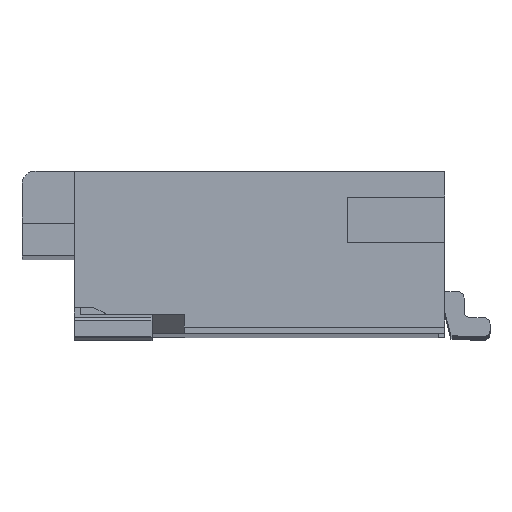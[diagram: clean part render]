
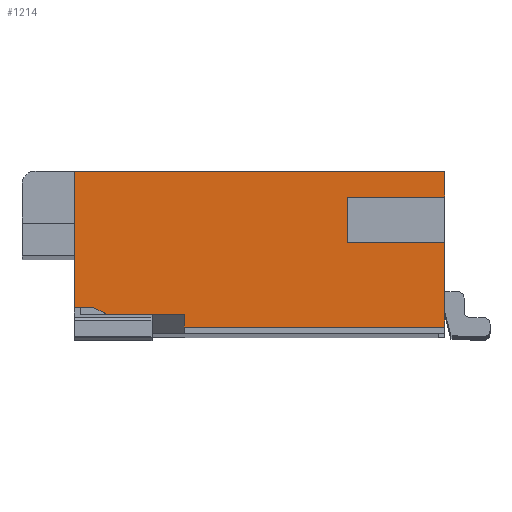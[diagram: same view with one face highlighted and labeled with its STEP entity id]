
A CAD part, top view. The second image highlights one B-rep face of the part: STEP entity #1214.
In plain terms, the highlighted planar face has unit normal (0, 0, 1).
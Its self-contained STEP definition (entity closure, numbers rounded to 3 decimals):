
#1214=ADVANCED_FACE('',(#4590),#4591,.T.);
#4590=FACE_OUTER_BOUND('',#8883,.T.);
#4591=PLANE('',#8884);
#8883=EDGE_LOOP('',(#21111,#21112,#21113,#21114,#21115,#21116,#21117,#21118,#21119,#21120,#21121,#21122));
#8884=AXIS2_PLACEMENT_3D('',#21123,#21124,#21125);
#21111=ORIENTED_EDGE('',*,*,#32594,.F.);
#21112=ORIENTED_EDGE('',*,*,#32820,.F.);
#21113=ORIENTED_EDGE('',*,*,#33380,.F.);
#21114=ORIENTED_EDGE('',*,*,#33370,.F.);
#21115=ORIENTED_EDGE('',*,*,#32591,.F.);
#21116=ORIENTED_EDGE('',*,*,#32770,.T.);
#21117=ORIENTED_EDGE('',*,*,#33031,.F.);
#21118=ORIENTED_EDGE('',*,*,#33387,.F.);
#21119=ORIENTED_EDGE('',*,*,#33388,.T.);
#21120=ORIENTED_EDGE('',*,*,#31886,.F.);
#21121=ORIENTED_EDGE('',*,*,#33389,.T.);
#21122=ORIENTED_EDGE('',*,*,#33390,.T.);
#21123=CARTESIAN_POINT('',(32.916,1.69,22.12));
#21124=DIRECTION('',(0.0,0.0,1.0));
#21125=DIRECTION('',(1.0,0.0,0.0));
#31886=EDGE_CURVE('',#39904,#39900,#39906,.T.);
#32591=EDGE_CURVE('',#41057,#41059,#41060,.T.);
#32594=EDGE_CURVE('',#41062,#41064,#41065,.T.);
#32770=EDGE_CURVE('',#41057,#41359,#41361,.T.);
#32820=EDGE_CURVE('',#41441,#41062,#41443,.T.);
#33031=EDGE_CURVE('',#41804,#41359,#41806,.T.);
#33370=EDGE_CURVE('',#41059,#42399,#42401,.T.);
#33380=EDGE_CURVE('',#42399,#41441,#42413,.T.);
#33387=EDGE_CURVE('',#42424,#41804,#42425,.T.);
#33388=EDGE_CURVE('',#42424,#39900,#42426,.T.);
#33389=EDGE_CURVE('',#39904,#42427,#42428,.T.);
#33390=EDGE_CURVE('',#42427,#41064,#42429,.T.);
#39900=VERTEX_POINT('',#52416);
#39904=VERTEX_POINT('',#52422);
#39906=LINE('',#52425,#52426);
#41057=VERTEX_POINT('',#54116);
#41059=VERTEX_POINT('',#54119);
#41060=LINE('',#54120,#54121);
#41062=VERTEX_POINT('',#54124);
#41064=VERTEX_POINT('',#54127);
#41065=LINE('',#54128,#54129);
#41359=VERTEX_POINT('',#54590);
#41361=LINE('',#54593,#54594);
#41441=VERTEX_POINT('',#54714);
#41443=LINE('',#54717,#54718);
#41804=VERTEX_POINT('',#55282);
#41806=LINE('',#55285,#55286);
#42399=VERTEX_POINT('',#56204);
#42401=LINE('',#56207,#56208);
#42413=LINE('',#56229,#56230);
#42424=VERTEX_POINT('',#56247);
#42425=LINE('',#56248,#56249);
#42426=LINE('',#56250,#56251);
#42427=VERTEX_POINT('',#56252);
#42428=LINE('',#56253,#56254);
#42429=LINE('',#56255,#56256);
#52416=CARTESIAN_POINT('',(30.5,0.3,22.12));
#52422=CARTESIAN_POINT('',(31.7,0.3,22.12));
#52425=CARTESIAN_POINT('',(30.0,0.3,22.12));
#52426=VECTOR('',#64789,1.0);
#54116=CARTESIAN_POINT('',(35.7,2.5,22.12));
#54119=CARTESIAN_POINT('',(35.7,2.1,22.12));
#54120=CARTESIAN_POINT('',(35.7,0.0,22.12));
#54121=VECTOR('',#65822,1.0);
#54124=CARTESIAN_POINT('',(35.7,1.4,22.12));
#54127=CARTESIAN_POINT('',(35.7,0.1,22.12));
#54128=CARTESIAN_POINT('',(35.7,0.0,22.12));
#54129=VECTOR('',#65825,1.0);
#54590=CARTESIAN_POINT('',(30.0,2.5,22.12));
#54593=CARTESIAN_POINT('',(30.0,2.5,22.12));
#54594=VECTOR('',#66015,1.0);
#54714=CARTESIAN_POINT('',(34.2,1.4,22.12));
#54717=CARTESIAN_POINT('',(30.0,1.4,22.12));
#54718=VECTOR('',#66081,1.0);
#55282=CARTESIAN_POINT('',(30.0,0.4,22.12));
#55285=CARTESIAN_POINT('',(30.0,0.0,22.12));
#55286=VECTOR('',#66304,1.0);
#56204=CARTESIAN_POINT('',(34.2,2.1,22.12));
#56207=CARTESIAN_POINT('',(30.0,2.1,22.12));
#56208=VECTOR('',#66667,1.0);
#56229=CARTESIAN_POINT('',(34.2,0.0,22.12));
#56230=VECTOR('',#66677,1.0);
#56247=CARTESIAN_POINT('',(30.3,0.4,22.12));
#56248=CARTESIAN_POINT('',(30.0,0.4,22.12));
#56249=VECTOR('',#66684,1.0);
#56250=CARTESIAN_POINT('',(30.0,0.55,22.12));
#56251=VECTOR('',#66685,1.0);
#56252=CARTESIAN_POINT('',(31.7,0.1,22.12));
#56253=CARTESIAN_POINT('',(31.7,0.0,22.12));
#56254=VECTOR('',#66686,1.0);
#56255=CARTESIAN_POINT('',(30.0,0.1,22.12));
#56256=VECTOR('',#66687,1.0);
#64789=DIRECTION('',(-1.0,0.0,0.0));
#65822=DIRECTION('',(0.0,-1.0,0.0));
#65825=DIRECTION('',(0.0,-1.0,0.0));
#66015=DIRECTION('',(-1.0,0.,0.0));
#66081=DIRECTION('',(1.0,0.0,0.0));
#66304=DIRECTION('',(0.0,1.0,0.0));
#66667=DIRECTION('',(-1.0,0.0,0.0));
#66677=DIRECTION('',(0.0,-1.0,0.0));
#66684=DIRECTION('',(-1.0,0.0,0.0));
#66685=DIRECTION('',(0.894,-0.447,0.0));
#66686=DIRECTION('',(0.0,-1.0,0.0));
#66687=DIRECTION('',(1.0,0.0,0.0));
